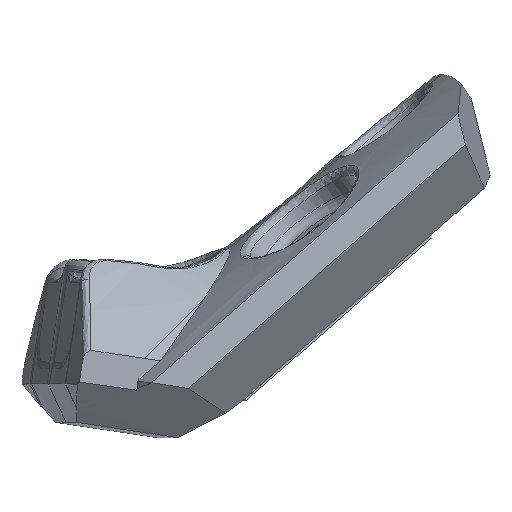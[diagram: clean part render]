
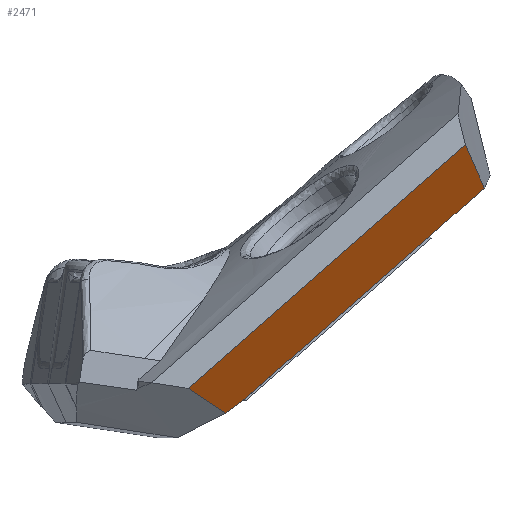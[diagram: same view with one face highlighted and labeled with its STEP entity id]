
A CAD part, front view. The second image highlights one B-rep face of the part: STEP entity #2471.
In plain terms, the highlighted planar face has unit normal (0.6, -0.612, -0.516).
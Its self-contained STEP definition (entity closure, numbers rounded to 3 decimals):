
#211=B_SPLINE_CURVE_WITH_KNOTS('',3,(#8124,#8125,#8126,#8127,#8128,#8129),
 .UNSPECIFIED.,.F.,.F.,(4,2,4),(-0.311,-0.185,0.),
 .UNSPECIFIED.);
#419=FACE_OUTER_BOUND('',#572,.T.);
#572=EDGE_LOOP('',(#1757,#1758,#1759,#1760,#1761,#1762,#1763));
#715=LINE('',#8095,#828);
#723=LINE('',#8110,#836);
#726=LINE('',#8116,#839);
#729=LINE('',#8122,#842);
#730=LINE('',#8131,#843);
#731=LINE('',#8132,#844);
#828=VECTOR('',#2882,10.);
#836=VECTOR('',#2894,10.);
#839=VECTOR('',#2899,10.);
#842=VECTOR('',#2904,10.);
#843=VECTOR('',#2905,10.);
#844=VECTOR('',#2906,10.);
#1016=VERTEX_POINT('',#8093);
#1017=VERTEX_POINT('',#8094);
#1022=VERTEX_POINT('',#8109);
#1024=VERTEX_POINT('',#8115);
#1026=VERTEX_POINT('',#8121);
#1027=VERTEX_POINT('',#8123);
#1028=VERTEX_POINT('',#8130);
#1295=EDGE_CURVE('',#1016,#1017,#715,.T.);
#1303=EDGE_CURVE('',#1022,#1016,#723,.T.);
#1306=EDGE_CURVE('',#1024,#1022,#726,.T.);
#1309=EDGE_CURVE('',#1017,#1026,#729,.T.);
#1310=EDGE_CURVE('',#1026,#1027,#211,.T.);
#1311=EDGE_CURVE('',#1027,#1028,#730,.T.);
#1312=EDGE_CURVE('',#1028,#1024,#731,.T.);
#1757=ORIENTED_EDGE('',*,*,#1306,.T.);
#1758=ORIENTED_EDGE('',*,*,#1303,.T.);
#1759=ORIENTED_EDGE('',*,*,#1295,.T.);
#1760=ORIENTED_EDGE('',*,*,#1309,.T.);
#1761=ORIENTED_EDGE('',*,*,#1310,.T.);
#1762=ORIENTED_EDGE('',*,*,#1311,.T.);
#1763=ORIENTED_EDGE('',*,*,#1312,.T.);
#2396=PLANE('',#2632);
#2471=ADVANCED_FACE('',(#419),#2396,.T.);
#2632=AXIS2_PLACEMENT_3D('',#8120,#2902,#2903);
#2882=DIRECTION('',(0.739,0.176,0.65));
#2894=DIRECTION('',(0.739,0.176,0.65));
#2899=DIRECTION('',(0.774,0.278,0.569));
#2902=DIRECTION('center_axis',(0.6,-0.612,-0.516));
#2903=DIRECTION('ref_axis',(-0.652,0.,-0.758));
#2904=DIRECTION('',(0.739,0.176,0.65));
#2905=DIRECTION('',(-0.739,-0.176,-0.65));
#2906=DIRECTION('',(0.511,0.789,-0.342));
#8093=CARTESIAN_POINT('',(87.229,-9.726,-13.836));
#8094=CARTESIAN_POINT('',(92.829,-8.395,-8.91));
#8095=CARTESIAN_POINT('',(88.394,-9.449,-12.811));
#8109=CARTESIAN_POINT('',(84.98,-10.261,-15.814));
#8110=CARTESIAN_POINT('',(88.394,-9.449,-12.811));
#8115=CARTESIAN_POINT('',(84.127,-10.568,-16.442));
#8116=CARTESIAN_POINT('',(86.614,-9.674,-14.612));
#8120=CARTESIAN_POINT('Origin',(87.916,-10.649,-11.944));
#8121=CARTESIAN_POINT('',(95.156,-7.841,-6.863));
#8122=CARTESIAN_POINT('',(88.394,-9.449,-12.811));
#8123=CARTESIAN_POINT('',(94.343,-10.207,-5.003));
#8124=CARTESIAN_POINT('Ctrl Pts',(95.156,-7.841,-6.863));
#8125=CARTESIAN_POINT('Ctrl Pts',(95.045,-8.162,-6.611));
#8126=CARTESIAN_POINT('Ctrl Pts',(94.934,-8.483,-6.36));
#8127=CARTESIAN_POINT('Ctrl Pts',(94.663,-9.27,-5.742));
#8128=CARTESIAN_POINT('Ctrl Pts',(94.503,-9.739,-5.373));
#8129=CARTESIAN_POINT('Ctrl Pts',(94.343,-10.207,-5.003));
#8130=CARTESIAN_POINT('',(82.544,-13.013,-15.383));
#8131=CARTESIAN_POINT('',(87.439,-11.849,-11.077));
#8132=CARTESIAN_POINT('',(84.618,-9.809,-16.77));
